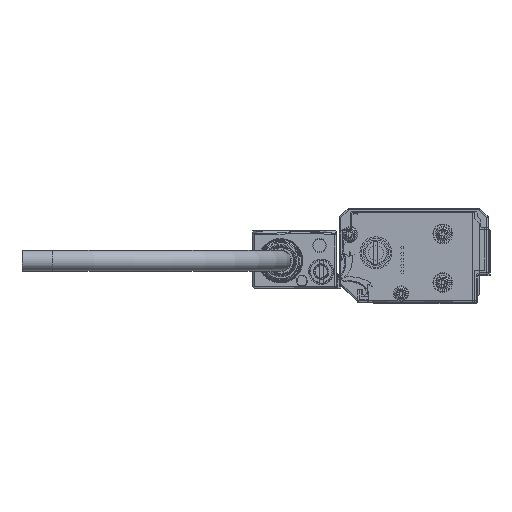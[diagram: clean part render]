
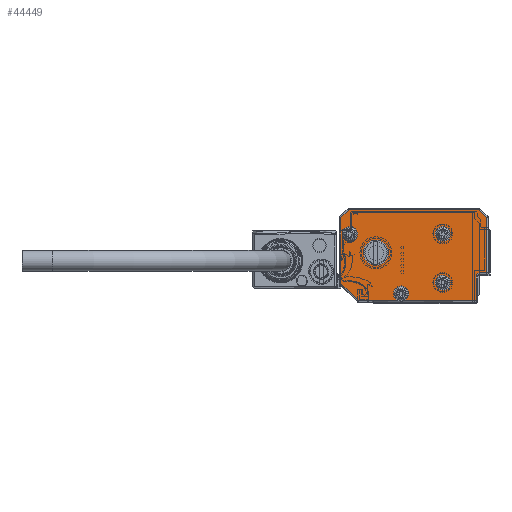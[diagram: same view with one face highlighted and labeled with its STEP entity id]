
A CAD part, left-side view. The second image highlights one B-rep face of the part: STEP entity #44449.
In plain terms, the highlighted planar face has unit normal (-1, 0, 0).
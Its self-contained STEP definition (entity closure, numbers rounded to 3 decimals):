
#44234=AXIS2_PLACEMENT_3D('Circle Axis2P3D',#44232,#44233,$) ;
#44262=AXIS2_PLACEMENT_3D('Circle Axis2P3D',#44260,#44261,$) ;
#44277=AXIS2_PLACEMENT_3D('Plane Axis2P3D',#44274,#44275,#44276) ;
#44281=AXIS2_PLACEMENT_3D('Circle Axis2P3D',#44279,#44280,$) ;
#44288=AXIS2_PLACEMENT_3D('Circle Axis2P3D',#44286,#44287,$) ;
#44295=AXIS2_PLACEMENT_3D('Circle Axis2P3D',#44293,#44294,$) ;
#44307=AXIS2_PLACEMENT_3D('Circle Axis2P3D',#44305,#44306,$) ;
#44379=AXIS2_PLACEMENT_3D('Circle Axis2P3D',#44377,#44378,$) ;
#44388=AXIS2_PLACEMENT_3D('Circle Axis2P3D',#44386,#44387,$) ;
#44397=AXIS2_PLACEMENT_3D('Circle Axis2P3D',#44395,#44396,$) ;
#44406=AXIS2_PLACEMENT_3D('Circle Axis2P3D',#44404,#44405,$) ;
#44415=AXIS2_PLACEMENT_3D('Circle Axis2P3D',#44413,#44414,$) ;
#44424=AXIS2_PLACEMENT_3D('Circle Axis2P3D',#44422,#44423,$) ;
#44433=AXIS2_PLACEMENT_3D('Circle Axis2P3D',#44431,#44432,$) ;
#44442=AXIS2_PLACEMENT_3D('Circle Axis2P3D',#44440,#44441,$) ;
#37299=CARTESIAN_POINT('Vertex',(-1673.,8.4,-1.)) ;
#37301=CARTESIAN_POINT('Vertex',(-1673.,7.,-1.)) ;
#37304=CARTESIAN_POINT('Line Origine',(-1673.,3.5,-1.)) ;
#37308=CARTESIAN_POINT('Vertex',(-1673.,21.793,-1.)) ;
#37320=CARTESIAN_POINT('Vertex',(-1673.,-17.,-1.)) ;
#37323=CARTESIAN_POINT('Line Origine',(-1673.,3.5,-1.)) ;
#44232=CARTESIAN_POINT('Axis2P3D Location',(-1673.,7.7,1.4)) ;
#44236=CARTESIAN_POINT('Vertex',(-1673.,5.2,1.4)) ;
#44257=CARTESIAN_POINT('Vertex',(-1673.,9.894,0.201)) ;
#44260=CARTESIAN_POINT('Axis2P3D Location',(-1673.,7.7,1.4)) ;
#44274=CARTESIAN_POINT('Axis2P3D Location',(-1673.,-21.5,13.5)) ;
#44279=CARTESIAN_POINT('Axis2P3D Location',(-1673.,7.7,1.4)) ;
#44283=CARTESIAN_POINT('Vertex',(-1673.,10.2,1.4)) ;
#44286=CARTESIAN_POINT('Axis2P3D Location',(-1673.,7.7,1.4)) ;
#44290=CARTESIAN_POINT('Vertex',(-1673.,5.506,2.599)) ;
#44293=CARTESIAN_POINT('Axis2P3D Location',(-1673.,7.7,1.4)) ;
#44298=CARTESIAN_POINT('Line Origine',(-1673.,-17.,3.1)) ;
#44302=CARTESIAN_POINT('Vertex',(-1673.,-17.,7.2)) ;
#44305=CARTESIAN_POINT('Axis2P3D Location',(-1673.,-18.,7.2)) ;
#44309=CARTESIAN_POINT('Vertex',(-1673.,-18.,8.2)) ;
#44312=CARTESIAN_POINT('Line Origine',(-1673.,-19.25,8.2)) ;
#44316=CARTESIAN_POINT('Vertex',(-1673.,-20.5,8.2)) ;
#44319=CARTESIAN_POINT('Line Origine',(-1673.,-20.5,17.246)) ;
#44323=CARTESIAN_POINT('Vertex',(-1673.,-20.5,26.293)) ;
#44326=CARTESIAN_POINT('Line Origine',(-1673.,-19.146,27.646)) ;
#44330=CARTESIAN_POINT('Vertex',(-1673.,-17.793,29.)) ;
#44333=CARTESIAN_POINT('Line Origine',(-1673.,3.5,29.)) ;
#44337=CARTESIAN_POINT('Vertex',(-1673.,24.793,29.)) ;
#44340=CARTESIAN_POINT('Line Origine',(-1673.,26.146,27.646)) ;
#44344=CARTESIAN_POINT('Vertex',(-1673.,27.5,26.293)) ;
#44347=CARTESIAN_POINT('Line Origine',(-1673.,27.5,15.5)) ;
#44351=CARTESIAN_POINT('Vertex',(-1673.,27.5,4.707)) ;
#44354=CARTESIAN_POINT('Line Origine',(-1673.,24.646,1.854)) ;
#44377=CARTESIAN_POINT('Axis2P3D Location',(-1673.,-6.,5.)) ;
#44381=CARTESIAN_POINT('Vertex',(-1673.,-3.806,3.801)) ;
#44383=CARTESIAN_POINT('Vertex',(-1673.,-8.194,6.199)) ;
#44386=CARTESIAN_POINT('Axis2P3D Location',(-1673.,-6.,5.)) ;
#44395=CARTESIAN_POINT('Axis2P3D Location',(-1673.,16.,14.8)) ;
#44399=CARTESIAN_POINT('Vertex',(-1673.,11.85,14.8)) ;
#44401=CARTESIAN_POINT('Vertex',(-1673.,20.15,14.8)) ;
#44404=CARTESIAN_POINT('Axis2P3D Location',(-1673.,16.,14.8)) ;
#44413=CARTESIAN_POINT('Axis2P3D Location',(-1673.,-6.,21.)) ;
#44417=CARTESIAN_POINT('Vertex',(-1673.,-8.194,22.199)) ;
#44419=CARTESIAN_POINT('Vertex',(-1673.,-3.806,19.801)) ;
#44422=CARTESIAN_POINT('Axis2P3D Location',(-1673.,-6.,21.)) ;
#44431=CARTESIAN_POINT('Axis2P3D Location',(-1673.,24.5,20.9)) ;
#44435=CARTESIAN_POINT('Vertex',(-1673.,22.306,22.099)) ;
#44437=CARTESIAN_POINT('Vertex',(-1673.,26.694,19.701)) ;
#44440=CARTESIAN_POINT('Axis2P3D Location',(-1673.,24.5,20.9)) ;
#37305=DIRECTION('Vector Direction',(0.,1.,0.)) ;
#37324=DIRECTION('Vector Direction',(0.,1.,0.)) ;
#44233=DIRECTION('Axis2P3D Direction',(-1.,0.,0.)) ;
#44261=DIRECTION('Axis2P3D Direction',(-1.,0.,0.)) ;
#44275=DIRECTION('Axis2P3D Direction',(1.,0.,0.)) ;
#44276=DIRECTION('Axis2P3D XDirection',(0.,1.,0.)) ;
#44280=DIRECTION('Axis2P3D Direction',(1.,0.,0.)) ;
#44287=DIRECTION('Axis2P3D Direction',(1.,0.,0.)) ;
#44294=DIRECTION('Axis2P3D Direction',(1.,0.,0.)) ;
#44299=DIRECTION('Vector Direction',(0.,0.,1.)) ;
#44306=DIRECTION('Axis2P3D Direction',(1.,0.,0.)) ;
#44313=DIRECTION('Vector Direction',(0.,-1.,0.)) ;
#44320=DIRECTION('Vector Direction',(0.,0.,1.)) ;
#44327=DIRECTION('Vector Direction',(0.,-0.707,-0.707)) ;
#44334=DIRECTION('Vector Direction',(0.,1.,0.)) ;
#44341=DIRECTION('Vector Direction',(0.,0.707,-0.707)) ;
#44348=DIRECTION('Vector Direction',(0.,0.,-1.)) ;
#44355=DIRECTION('Vector Direction',(0.,-0.707,-0.707)) ;
#44378=DIRECTION('Axis2P3D Direction',(1.,0.,0.)) ;
#44387=DIRECTION('Axis2P3D Direction',(1.,0.,0.)) ;
#44396=DIRECTION('Axis2P3D Direction',(1.,0.,0.)) ;
#44405=DIRECTION('Axis2P3D Direction',(1.,0.,0.)) ;
#44414=DIRECTION('Axis2P3D Direction',(1.,0.,0.)) ;
#44423=DIRECTION('Axis2P3D Direction',(1.,0.,0.)) ;
#44432=DIRECTION('Axis2P3D Direction',(1.,0.,0.)) ;
#44441=DIRECTION('Axis2P3D Direction',(1.,0.,0.)) ;
#37306=VECTOR('Line Direction',#37305,1.) ;
#37325=VECTOR('Line Direction',#37324,1.) ;
#44300=VECTOR('Line Direction',#44299,1.) ;
#44314=VECTOR('Line Direction',#44313,1.) ;
#44321=VECTOR('Line Direction',#44320,1.) ;
#44328=VECTOR('Line Direction',#44327,1.) ;
#44335=VECTOR('Line Direction',#44334,1.) ;
#44342=VECTOR('Line Direction',#44341,1.) ;
#44349=VECTOR('Line Direction',#44348,1.) ;
#44356=VECTOR('Line Direction',#44355,1.) ;
#44360=ORIENTED_EDGE('',*,*,#44264,.T.) ;
#44361=ORIENTED_EDGE('',*,*,#44285,.T.) ;
#44362=ORIENTED_EDGE('',*,*,#44292,.T.) ;
#44363=ORIENTED_EDGE('',*,*,#44297,.T.) ;
#44364=ORIENTED_EDGE('',*,*,#44238,.T.) ;
#44365=ORIENTED_EDGE('',*,*,#37327,.F.) ;
#44366=ORIENTED_EDGE('',*,*,#44304,.F.) ;
#44367=ORIENTED_EDGE('',*,*,#44311,.F.) ;
#44368=ORIENTED_EDGE('',*,*,#44318,.F.) ;
#44369=ORIENTED_EDGE('',*,*,#44325,.F.) ;
#44370=ORIENTED_EDGE('',*,*,#44332,.F.) ;
#44371=ORIENTED_EDGE('',*,*,#44339,.F.) ;
#44372=ORIENTED_EDGE('',*,*,#44346,.F.) ;
#44373=ORIENTED_EDGE('',*,*,#44353,.F.) ;
#44374=ORIENTED_EDGE('',*,*,#44358,.F.) ;
#44375=ORIENTED_EDGE('',*,*,#37310,.F.) ;
#44392=ORIENTED_EDGE('',*,*,#44385,.T.) ;
#44393=ORIENTED_EDGE('',*,*,#44390,.T.) ;
#44410=ORIENTED_EDGE('',*,*,#44403,.T.) ;
#44411=ORIENTED_EDGE('',*,*,#44408,.T.) ;
#44428=ORIENTED_EDGE('',*,*,#44421,.T.) ;
#44429=ORIENTED_EDGE('',*,*,#44426,.T.) ;
#44446=ORIENTED_EDGE('',*,*,#44439,.T.) ;
#44447=ORIENTED_EDGE('',*,*,#44444,.T.) ;
#44394=FACE_BOUND('',#44391,.T.) ;
#44412=FACE_BOUND('',#44409,.T.) ;
#44430=FACE_BOUND('',#44427,.T.) ;
#44448=FACE_BOUND('',#44445,.T.) ;
#44449=ADVANCED_FACE('\X2\FF8AFF9FFF70FF82\X0\ \X2\FF8EFF9EFF83FF9EFF68FF70\X0\',(#44376,#44394,#44412,#44430,#44448),#44278,.F.) ;
#44235=CIRCLE('generated circle',#44234,2.5) ;
#44263=CIRCLE('generated circle',#44262,2.5) ;
#44282=CIRCLE('generated circle',#44281,2.5) ;
#44289=CIRCLE('generated circle',#44288,2.5) ;
#44296=CIRCLE('generated circle',#44295,2.5) ;
#44308=CIRCLE('generated circle',#44307,1.) ;
#44380=CIRCLE('generated circle',#44379,2.5) ;
#44389=CIRCLE('generated circle',#44388,2.5) ;
#44398=CIRCLE('generated circle',#44397,4.15) ;
#44407=CIRCLE('generated circle',#44406,4.15) ;
#44416=CIRCLE('generated circle',#44415,2.5) ;
#44425=CIRCLE('generated circle',#44424,2.5) ;
#44434=CIRCLE('generated circle',#44433,2.5) ;
#44443=CIRCLE('generated circle',#44442,2.5) ;
#37310=EDGE_CURVE('',#37300,#37309,#37307,.T.) ;
#37327=EDGE_CURVE('',#37321,#37302,#37326,.T.) ;
#44238=EDGE_CURVE('',#44237,#37302,#44235,.F.) ;
#44264=EDGE_CURVE('',#37300,#44258,#44263,.F.) ;
#44285=EDGE_CURVE('',#44258,#44284,#44282,.T.) ;
#44292=EDGE_CURVE('',#44284,#44291,#44289,.T.) ;
#44297=EDGE_CURVE('',#44291,#44237,#44296,.T.) ;
#44304=EDGE_CURVE('',#44303,#37321,#44301,.F.) ;
#44311=EDGE_CURVE('',#44310,#44303,#44308,.F.) ;
#44318=EDGE_CURVE('',#44317,#44310,#44315,.F.) ;
#44325=EDGE_CURVE('',#44324,#44317,#44322,.F.) ;
#44332=EDGE_CURVE('',#44331,#44324,#44329,.T.) ;
#44339=EDGE_CURVE('',#44338,#44331,#44336,.F.) ;
#44346=EDGE_CURVE('',#44345,#44338,#44343,.F.) ;
#44353=EDGE_CURVE('',#44352,#44345,#44350,.F.) ;
#44358=EDGE_CURVE('',#37309,#44352,#44357,.F.) ;
#44385=EDGE_CURVE('',#44382,#44384,#44380,.T.) ;
#44390=EDGE_CURVE('',#44384,#44382,#44389,.T.) ;
#44403=EDGE_CURVE('',#44400,#44402,#44398,.T.) ;
#44408=EDGE_CURVE('',#44402,#44400,#44407,.T.) ;
#44421=EDGE_CURVE('',#44418,#44420,#44416,.T.) ;
#44426=EDGE_CURVE('',#44420,#44418,#44425,.T.) ;
#44439=EDGE_CURVE('',#44436,#44438,#44434,.T.) ;
#44444=EDGE_CURVE('',#44438,#44436,#44443,.T.) ;
#44359=EDGE_LOOP('',(#44360,#44361,#44362,#44363,#44364,#44365,#44366,#44367,#44368,#44369,#44370,#44371,#44372,#44373,#44374,#44375)) ;
#44391=EDGE_LOOP('',(#44392,#44393)) ;
#44409=EDGE_LOOP('',(#44410,#44411)) ;
#44427=EDGE_LOOP('',(#44428,#44429)) ;
#44445=EDGE_LOOP('',(#44446,#44447)) ;
#44376=FACE_OUTER_BOUND('',#44359,.T.) ;
#37307=LINE('Line',#37304,#37306) ;
#37326=LINE('Line',#37323,#37325) ;
#44301=LINE('Line',#44298,#44300) ;
#44315=LINE('Line',#44312,#44314) ;
#44322=LINE('Line',#44319,#44321) ;
#44329=LINE('Line',#44326,#44328) ;
#44336=LINE('Line',#44333,#44335) ;
#44343=LINE('Line',#44340,#44342) ;
#44350=LINE('Line',#44347,#44349) ;
#44357=LINE('Line',#44354,#44356) ;
#44278=PLANE('Plane',#44277) ;
#37300=VERTEX_POINT('',#37299) ;
#37302=VERTEX_POINT('',#37301) ;
#37309=VERTEX_POINT('',#37308) ;
#37321=VERTEX_POINT('',#37320) ;
#44237=VERTEX_POINT('',#44236) ;
#44258=VERTEX_POINT('',#44257) ;
#44284=VERTEX_POINT('',#44283) ;
#44291=VERTEX_POINT('',#44290) ;
#44303=VERTEX_POINT('',#44302) ;
#44310=VERTEX_POINT('',#44309) ;
#44317=VERTEX_POINT('',#44316) ;
#44324=VERTEX_POINT('',#44323) ;
#44331=VERTEX_POINT('',#44330) ;
#44338=VERTEX_POINT('',#44337) ;
#44345=VERTEX_POINT('',#44344) ;
#44352=VERTEX_POINT('',#44351) ;
#44382=VERTEX_POINT('',#44381) ;
#44384=VERTEX_POINT('',#44383) ;
#44400=VERTEX_POINT('',#44399) ;
#44402=VERTEX_POINT('',#44401) ;
#44418=VERTEX_POINT('',#44417) ;
#44420=VERTEX_POINT('',#44419) ;
#44436=VERTEX_POINT('',#44435) ;
#44438=VERTEX_POINT('',#44437) ;
